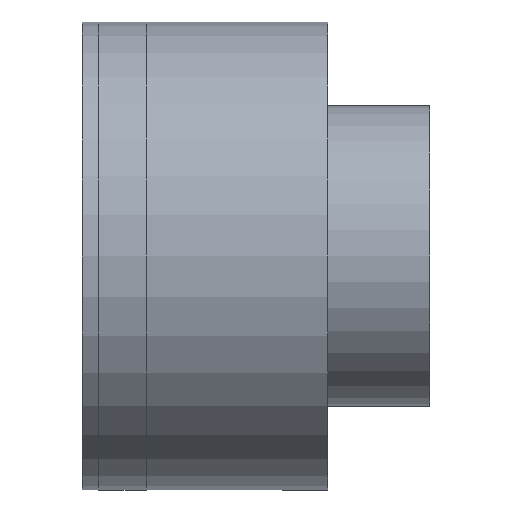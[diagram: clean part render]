
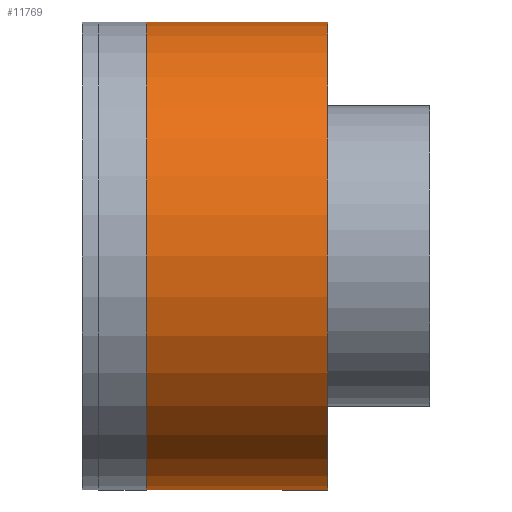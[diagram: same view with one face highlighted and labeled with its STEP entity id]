
A CAD part, front view. The second image highlights one B-rep face of the part: STEP entity #11769.
In plain terms, the highlighted cylindrical face has radius 42.5 mm (diameter 85 mm), a full revolution.
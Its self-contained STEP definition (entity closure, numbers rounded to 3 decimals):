
#535 = VERTEX_POINT ( 'NONE', #9902 ) ;
#1019 = DIRECTION ( 'NONE',  ( 0., -1., 0. ) ) ;
#1146 = EDGE_CURVE ( 'NONE', #4543, #6350, #9011, .T. ) ;
#1730 = ORIENTED_EDGE ( 'NONE', *, *, #5839, .F. ) ;
#1794 = CARTESIAN_POINT ( 'NONE',  ( 12.5, 0., 0. ) ) ;
#1854 = ORIENTED_EDGE ( 'NONE', *, *, #1146, .T. ) ;
#1910 = FACE_BOUND ( 'NONE', #11817, .T. ) ;
#2049 = DIRECTION ( 'NONE',  ( -1., 0., 0. ) ) ;
#2134 = AXIS2_PLACEMENT_3D ( 'NONE', #3415, #10786, #3474 ) ;
#2485 = CARTESIAN_POINT ( 'NONE',  ( 8.5, 0., 42.5 ) ) ;
#2727 = AXIS2_PLACEMENT_3D ( 'NONE', #9512, #8368, #2810 ) ;
#2810 = DIRECTION ( 'NONE',  ( 0., 0., 1. ) ) ;
#2989 = FACE_OUTER_BOUND ( 'NONE', #11583, .T. ) ;
#3153 = VECTOR ( 'NONE', #10751, 1000. ) ;
#3415 = CARTESIAN_POINT ( 'NONE',  ( 8.5, 0., 0. ) ) ;
#3438 = LINE ( 'NONE', #7058, #3153 ) ;
#3474 = DIRECTION ( 'NONE',  ( 0., 0., 1. ) ) ;
#3654 = CARTESIAN_POINT ( 'NONE',  ( 8.5, 41.5, -9.165 ) ) ;
#3869 = AXIS2_PLACEMENT_3D ( 'NONE', #5571, #6478, #10243 ) ;
#4293 = VERTEX_POINT ( 'NONE', #5359 ) ;
#4302 = EDGE_CURVE ( 'NONE', #4293, #4543, #3438, .T. ) ;
#4543 = VERTEX_POINT ( 'NONE', #11403 ) ;
#4672 = LINE ( 'NONE', #3654, #7675 ) ;
#4828 = EDGE_CURVE ( 'NONE', #6350, #535, #4672, .T. ) ;
#5224 = CIRCLE ( 'NONE', #3869, 42.5 ) ;
#5359 = CARTESIAN_POINT ( 'NONE',  ( 32.5, 41.5, 9.165 ) ) ;
#5548 = VERTEX_POINT ( 'NONE', #10339 ) ;
#5554 = CARTESIAN_POINT ( 'NONE',  ( 12.5, 41.5, -9.165 ) ) ;
#5571 = CARTESIAN_POINT ( 'NONE',  ( 32.5, 0., 0. ) ) ;
#5839 = EDGE_CURVE ( 'NONE', #7249, #7249, #6165, .T. ) ;
#5928 = EDGE_CURVE ( 'NONE', #535, #4293, #5224, .T. ) ;
#6165 = CIRCLE ( 'NONE', #2134, 42.5 ) ;
#6350 = VERTEX_POINT ( 'NONE', #5554 ) ;
#6478 = DIRECTION ( 'NONE',  ( 1., 0., 0. ) ) ;
#6547 = ORIENTED_EDGE ( 'NONE', *, *, #6965, .T. ) ;
#6965 = EDGE_CURVE ( 'NONE', #5548, #5548, #8288, .T. ) ;
#7058 = CARTESIAN_POINT ( 'NONE',  ( 8.5, 41.5, 9.165 ) ) ;
#7249 = VERTEX_POINT ( 'NONE', #2485 ) ;
#7574 = ORIENTED_EDGE ( 'NONE', *, *, #4828, .T. ) ;
#7588 = FACE_OUTER_BOUND ( 'NONE', #10238, .T. ) ;
#7659 = ORIENTED_EDGE ( 'NONE', *, *, #4302, .T. ) ;
#7675 = VECTOR ( 'NONE', #9264, 1000. ) ;
#7724 = DIRECTION ( 'NONE',  ( 0., 0., 1. ) ) ;
#8288 = CIRCLE ( 'NONE', #10624, 42.5 ) ;
#8368 = DIRECTION ( 'NONE',  ( -1., 0., 0. ) ) ;
#9011 = CIRCLE ( 'NONE', #10956, 42.5 ) ;
#9153 = DIRECTION ( 'NONE',  ( -1., 0., 0. ) ) ;
#9264 = DIRECTION ( 'NONE',  ( 1., 0., 0. ) ) ;
#9331 = ORIENTED_EDGE ( 'NONE', *, *, #5928, .T. ) ;
#9512 = CARTESIAN_POINT ( 'NONE',  ( 8.5, 0., 0. ) ) ;
#9902 = CARTESIAN_POINT ( 'NONE',  ( 32.5, 41.5, -9.165 ) ) ;
#10238 = EDGE_LOOP ( 'NONE', ( #1730 ) ) ;
#10243 = DIRECTION ( 'NONE',  ( 0., 0., -1. ) ) ;
#10331 = CARTESIAN_POINT ( 'NONE',  ( 41.5, 0., 0. ) ) ;
#10339 = CARTESIAN_POINT ( 'NONE',  ( 41.5, 0., 42.5 ) ) ;
#10366 = CYLINDRICAL_SURFACE ( 'NONE', #2727, 42.5 ) ;
#10624 = AXIS2_PLACEMENT_3D ( 'NONE', #10331, #2049, #7724 ) ;
#10751 = DIRECTION ( 'NONE',  ( -1., 0., 0. ) ) ;
#10786 = DIRECTION ( 'NONE',  ( -1., 0., 0. ) ) ;
#10956 = AXIS2_PLACEMENT_3D ( 'NONE', #1794, #9153, #1019 ) ;
#11403 = CARTESIAN_POINT ( 'NONE',  ( 12.5, 41.5, 9.165 ) ) ;
#11583 = EDGE_LOOP ( 'NONE', ( #6547 ) ) ;
#11769 = ADVANCED_FACE ( 'NONE', ( #1910, #7588, #2989 ), #10366, .T. ) ;
#11817 = EDGE_LOOP ( 'NONE', ( #9331, #7659, #1854, #7574 ) ) ;
